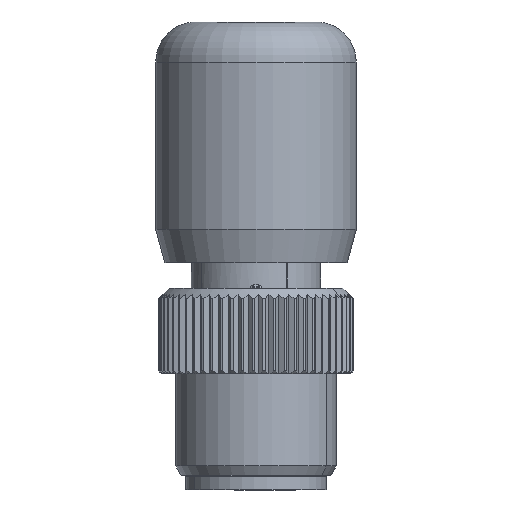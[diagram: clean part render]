
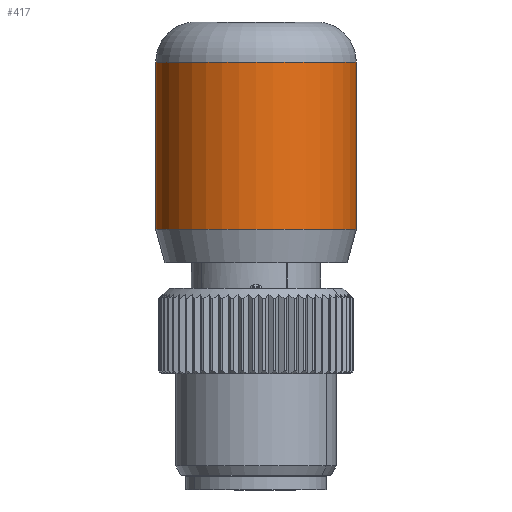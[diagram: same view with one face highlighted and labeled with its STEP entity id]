
A CAD part, front view. The second image highlights one B-rep face of the part: STEP entity #417.
In plain terms, the highlighted cylindrical face has radius 7.5 mm (diameter 15 mm), a partial arc.
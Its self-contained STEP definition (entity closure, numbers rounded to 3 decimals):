
#346=AXIS2_PLACEMENT_3D('Circle Axis2P3D',#344,#345,$) ;
#390=AXIS2_PLACEMENT_3D('Cylinder Axis2P3D',#387,#388,#389) ;
#408=AXIS2_PLACEMENT_3D('Circle Axis2P3D',#406,#407,$) ;
#341=CARTESIAN_POINT('Vertex',(0.,7.5,32.)) ;
#344=CARTESIAN_POINT('Axis2P3D Location',(7.5,7.5,32.)) ;
#348=CARTESIAN_POINT('Vertex',(15.,7.5,32.)) ;
#387=CARTESIAN_POINT('Axis2P3D Location',(7.5,7.5,27.5)) ;
#392=CARTESIAN_POINT('Line Origine',(15.,7.5,27.5)) ;
#396=CARTESIAN_POINT('Vertex',(15.,7.5,19.5)) ;
#399=CARTESIAN_POINT('Line Origine',(0.,7.5,27.5)) ;
#403=CARTESIAN_POINT('Vertex',(0.,7.5,19.5)) ;
#406=CARTESIAN_POINT('Axis2P3D Location',(7.5,7.5,19.5)) ;
#345=DIRECTION('Axis2P3D Direction',(0.,0.,1.)) ;
#388=DIRECTION('Axis2P3D Direction',(0.,0.,1.)) ;
#389=DIRECTION('Axis2P3D XDirection',(1.,0.,0.)) ;
#393=DIRECTION('Vector Direction',(0.,0.,1.)) ;
#400=DIRECTION('Vector Direction',(0.,0.,1.)) ;
#407=DIRECTION('Axis2P3D Direction',(0.,0.,1.)) ;
#394=VECTOR('Line Direction',#393,1.) ;
#401=VECTOR('Line Direction',#400,1.) ;
#412=ORIENTED_EDGE('',*,*,#398,.T.) ;
#413=ORIENTED_EDGE('',*,*,#350,.F.) ;
#414=ORIENTED_EDGE('',*,*,#405,.F.) ;
#415=ORIENTED_EDGE('',*,*,#410,.T.) ;
#417=ADVANCED_FACE('48388_SAIL-M12W-4SXXX.1\\42281_SAIL_GF_WI_SI_M12.1\\K\X2\00F6\X0\rper.2',(#416),#391,.T.) ;
#347=CIRCLE('generated circle',#346,7.5) ;
#409=CIRCLE('generated circle',#408,7.5) ;
#391=CYLINDRICAL_SURFACE('generated cylinder',#390,7.5) ;
#350=EDGE_CURVE('',#342,#349,#347,.T.) ;
#398=EDGE_CURVE('',#397,#349,#395,.T.) ;
#405=EDGE_CURVE('',#404,#342,#402,.T.) ;
#410=EDGE_CURVE('',#404,#397,#409,.T.) ;
#411=EDGE_LOOP('',(#412,#413,#414,#415)) ;
#416=FACE_OUTER_BOUND('',#411,.T.) ;
#395=LINE('Line',#392,#394) ;
#402=LINE('Line',#399,#401) ;
#342=VERTEX_POINT('',#341) ;
#349=VERTEX_POINT('',#348) ;
#397=VERTEX_POINT('',#396) ;
#404=VERTEX_POINT('',#403) ;
